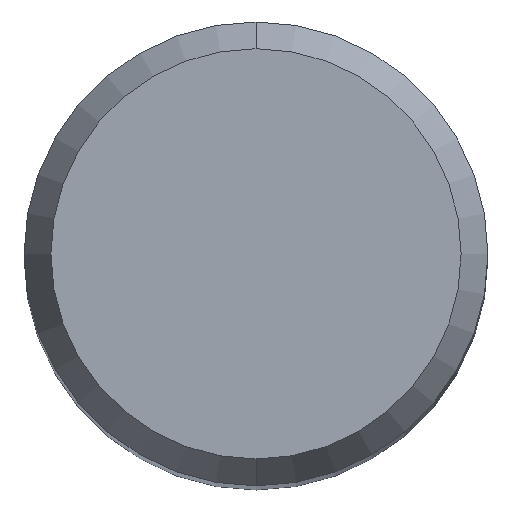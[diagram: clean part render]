
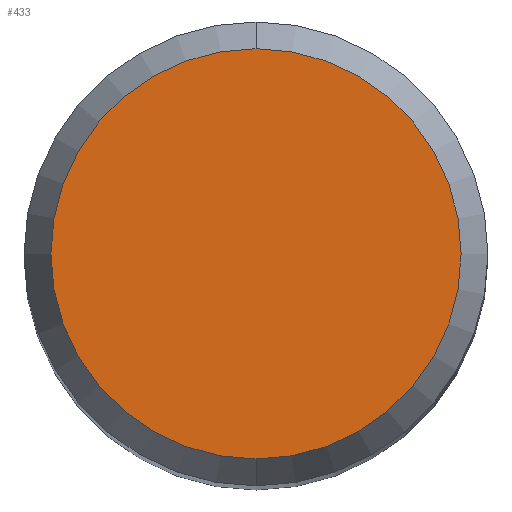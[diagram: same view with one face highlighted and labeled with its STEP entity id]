
A CAD part, top view. The second image highlights one B-rep face of the part: STEP entity #433.
In plain terms, the highlighted planar face has unit normal (0, 0, 1).
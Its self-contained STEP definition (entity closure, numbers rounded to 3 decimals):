
#271=VERTEX_POINT('',#569);
#373=EDGE_CURVE('',#415,#271,#686,.T.);
#415=VERTEX_POINT('',#731);
#429=EDGE_CURVE('',#271,#415,#746,.T.);
#433=ADVANCED_FACE('',(#751),#752,.T.);
#569=CARTESIAN_POINT('',(0.,-3.538,40.788));
#686=CIRCLE('',#1223,3.538);
#731=CARTESIAN_POINT('',(0.0,3.538,40.788));
#746=CIRCLE('',#1389,3.538);
#751=FACE_OUTER_BOUND('',#1394,.T.);
#752=PLANE('',#1395);
#1223=AXIS2_PLACEMENT_3D('',#1669,#1670,#1671);
#1389=AXIS2_PLACEMENT_3D('',#1718,#1719,#1720);
#1394=EDGE_LOOP('',(#1737,#1738));
#1395=AXIS2_PLACEMENT_3D('',#1739,#1740,#1741);
#1669=CARTESIAN_POINT('',(0.0,0.0,40.788));
#1670=DIRECTION('',(0.0,0.0,-1.0));
#1671=DIRECTION('',(0.0,1.0,0.0));
#1718=CARTESIAN_POINT('',(0.0,0.0,40.788));
#1719=DIRECTION('',(0.0,0.0,-1.0));
#1720=DIRECTION('',(0.0,1.0,0.0));
#1737=ORIENTED_EDGE('',*,*,#373,.F.);
#1738=ORIENTED_EDGE('',*,*,#429,.F.);
#1739=CARTESIAN_POINT('',(0.0,1.769,40.788));
#1740=DIRECTION('',(-0.0,0.0,1.0));
#1741=DIRECTION('',(0.0,-1.0,0.0));
